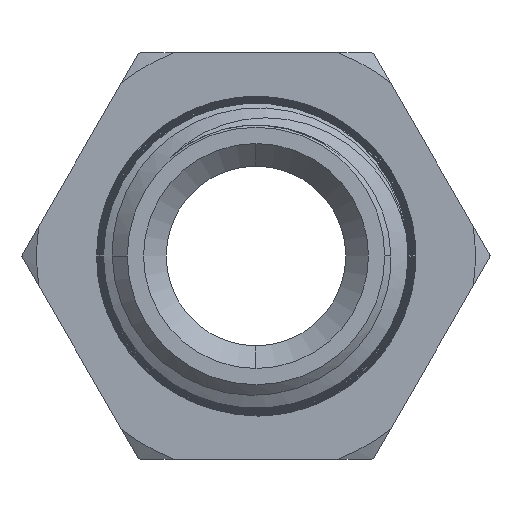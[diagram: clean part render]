
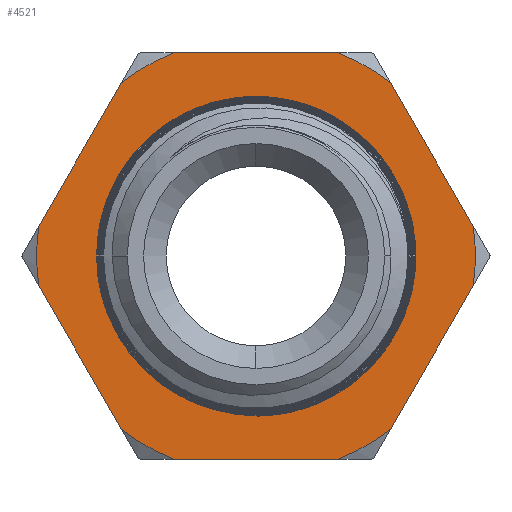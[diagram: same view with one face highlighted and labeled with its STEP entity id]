
A CAD part, left-side view. The second image highlights one B-rep face of the part: STEP entity #4521.
In plain terms, the highlighted planar face has unit normal (-1, 0, 0).
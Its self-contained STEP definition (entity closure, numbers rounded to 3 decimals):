
#277=CARTESIAN_POINT('',(-3.5,0.,0.));
#278=DIRECTION('',(-1.,0.,0.));
#279=DIRECTION('',(0.,0.991,0.136));
#280=AXIS2_PLACEMENT_3D('',#277,#278,#279);
#303=CARTESIAN_POINT('',(-3.5,0.,0.));
#304=DIRECTION('',(-1.,0.,0.));
#305=DIRECTION('',(0.,-0.991,-0.136));
#306=AXIS2_PLACEMENT_3D('',#303,#304,#305);
#423=CARTESIAN_POINT('',(-3.5,0.,0.));
#424=DIRECTION('',(-1.,0.,0.));
#425=DIRECTION('',(0.,1.,0.));
#426=AXIS2_PLACEMENT_3D('',#423,#424,#425);
#428=CARTESIAN_POINT('',(-3.5,0.,0.));
#429=DIRECTION('',(1.,0.,0.));
#430=DIRECTION('',(0.,1.,0.));
#431=AXIS2_PLACEMENT_3D('',#428,#429,#430);
#433=DIRECTION('',(0.,0.5,-0.866));
#434=VECTOR('',#433,10.973);
#435=CARTESIAN_POINT('',(-3.5,8.905,11.476));
#436=LINE('',#435,#434);
#437=CARTESIAN_POINT('',(-3.5,0.,0.));
#438=DIRECTION('',(-1.,0.,0.));
#439=DIRECTION('',(0.,0.378,0.926));
#440=AXIS2_PLACEMENT_3D('',#437,#438,#439);
#442=DIRECTION('',(0.,1.,0.));
#443=VECTOR('',#442,10.973);
#444=CARTESIAN_POINT('',(-3.5,-5.487,13.45));
#445=LINE('',#444,#443);
#446=CARTESIAN_POINT('',(-3.5,0.,0.));
#447=DIRECTION('',(-1.,0.,0.));
#448=DIRECTION('',(0.,-0.613,0.79));
#449=AXIS2_PLACEMENT_3D('',#446,#447,#448);
#451=DIRECTION('',(0.,0.5,0.866));
#452=VECTOR('',#451,10.973);
#453=CARTESIAN_POINT('',(-3.5,-14.391,1.974));
#454=LINE('',#453,#452);
#455=DIRECTION('',(0.,-0.5,0.866));
#456=VECTOR('',#455,10.973);
#457=CARTESIAN_POINT('',(-3.5,-8.905,-11.476));
#458=LINE('',#457,#456);
#459=CARTESIAN_POINT('',(-3.5,0.,0.));
#460=DIRECTION('',(-1.,0.,0.));
#461=DIRECTION('',(0.,-0.378,-0.926));
#462=AXIS2_PLACEMENT_3D('',#459,#460,#461);
#464=DIRECTION('',(0.,-1.,0.));
#465=VECTOR('',#464,10.973);
#466=CARTESIAN_POINT('',(-3.5,5.487,-13.45));
#467=LINE('',#466,#465);
#468=CARTESIAN_POINT('',(-3.5,0.,0.));
#469=DIRECTION('',(-1.,0.,0.));
#470=DIRECTION('',(0.,0.613,-0.79));
#471=AXIS2_PLACEMENT_3D('',#468,#469,#470);
#473=DIRECTION('',(0.,-0.5,-0.866));
#474=VECTOR('',#473,10.973);
#475=CARTESIAN_POINT('',(-3.5,14.391,-1.974));
#476=LINE('',#475,#474);
#3958=CARTESIAN_POINT('',(-3.5,8.905,-11.476));
#3959=CARTESIAN_POINT('',(-3.5,5.487,-13.45));
#3960=VERTEX_POINT('',#3958);
#3961=VERTEX_POINT('',#3959);
#3962=CARTESIAN_POINT('',(-3.5,-5.487,-13.45));
#3963=CARTESIAN_POINT('',(-3.5,-8.905,-11.476));
#3964=VERTEX_POINT('',#3962);
#3965=VERTEX_POINT('',#3963);
#3966=CARTESIAN_POINT('',(-3.5,-8.905,11.476));
#3967=CARTESIAN_POINT('',(-3.5,-5.487,13.45));
#3968=VERTEX_POINT('',#3966);
#3969=VERTEX_POINT('',#3967);
#3970=CARTESIAN_POINT('',(-3.5,5.487,13.45));
#3971=CARTESIAN_POINT('',(-3.5,8.905,11.476));
#3972=VERTEX_POINT('',#3970);
#3973=VERTEX_POINT('',#3971);
#3974=CARTESIAN_POINT('',(-3.5,-14.391,-1.974));
#3975=VERTEX_POINT('',#3974);
#3976=CARTESIAN_POINT('',(-3.5,-14.391,1.974));
#3977=VERTEX_POINT('',#3976);
#3978=CARTESIAN_POINT('',(-3.5,14.391,1.974));
#3979=VERTEX_POINT('',#3978);
#3980=CARTESIAN_POINT('',(-3.5,14.391,-1.974));
#3981=VERTEX_POINT('',#3980);
#4037=CARTESIAN_POINT('',(-3.5,8.918,0.));
#4039=VERTEX_POINT('',#4037);
#4041=CARTESIAN_POINT('',(-3.5,-8.918,0.));
#4043=VERTEX_POINT('',#4041);
#4494=CARTESIAN_POINT('',(-3.5,0.,0.));
#4495=DIRECTION('',(-1.,0.,0.));
#4496=DIRECTION('',(0.,-1.,0.));
#4497=AXIS2_PLACEMENT_3D('',#4494,#4495,#4496);
#4498=PLANE('',#4497);
#4499=ORIENTED_EDGE('',*,*,#4320,.F.);
#4501=ORIENTED_EDGE('',*,*,#4500,.F.);
#4502=ORIENTED_EDGE('',*,*,#4304,.F.);
#4503=ORIENTED_EDGE('',*,*,#4411,.F.);
#4504=ORIENTED_EDGE('',*,*,#4381,.F.);
#4505=ORIENTED_EDGE('',*,*,#4442,.F.);
#4506=ORIENTED_EDGE('',*,*,#4365,.F.);
#4507=ORIENTED_EDGE('',*,*,#4473,.F.);
#4508=ORIENTED_EDGE('',*,*,#4349,.F.);
#4509=ORIENTED_EDGE('',*,*,#4283,.F.);
#4510=ORIENTED_EDGE('',*,*,#4335,.F.);
#4512=ORIENTED_EDGE('',*,*,#4511,.F.);
#4513=EDGE_LOOP('',(#4499,#4501,#4502,#4503,#4504,#4505,#4506,#4507,#4508,#4509,
#4510,#4512));
#4514=FACE_OUTER_BOUND('',#4513,.F.);
#4516=ORIENTED_EDGE('',*,*,#4515,.T.);
#4518=ORIENTED_EDGE('',*,*,#4517,.F.);
#4519=EDGE_LOOP('',(#4516,#4518));
#4520=FACE_BOUND('',#4519,.F.);
#281=CIRCLE('',#280,14.526);
#307=CIRCLE('',#306,14.526);
#427=CIRCLE('',#426,8.918);
#432=CIRCLE('',#431,8.918);
#441=CIRCLE('',#440,14.526);
#450=CIRCLE('',#449,14.526);
#463=CIRCLE('',#462,14.526);
#472=CIRCLE('',#471,14.526);
#4283=EDGE_CURVE('',#3961,#3964,#467,.T.);
#4304=EDGE_CURVE('',#3972,#3973,#441,.T.);
#4320=EDGE_CURVE('',#3979,#3981,#281,.T.);
#4335=EDGE_CURVE('',#3960,#3961,#472,.T.);
#4349=EDGE_CURVE('',#3964,#3965,#463,.T.);
#4365=EDGE_CURVE('',#3975,#3977,#307,.T.);
#4381=EDGE_CURVE('',#3968,#3969,#450,.T.);
#4411=EDGE_CURVE('',#3969,#3972,#445,.T.);
#4442=EDGE_CURVE('',#3977,#3968,#454,.T.);
#4473=EDGE_CURVE('',#3965,#3975,#458,.T.);
#4500=EDGE_CURVE('',#3973,#3979,#436,.T.);
#4511=EDGE_CURVE('',#3981,#3960,#476,.T.);
#4515=EDGE_CURVE('',#4039,#4043,#427,.T.);
#4517=EDGE_CURVE('',#4039,#4043,#432,.T.);
#4521=ADVANCED_FACE('',(#4514,#4520),#4498,.T.);
